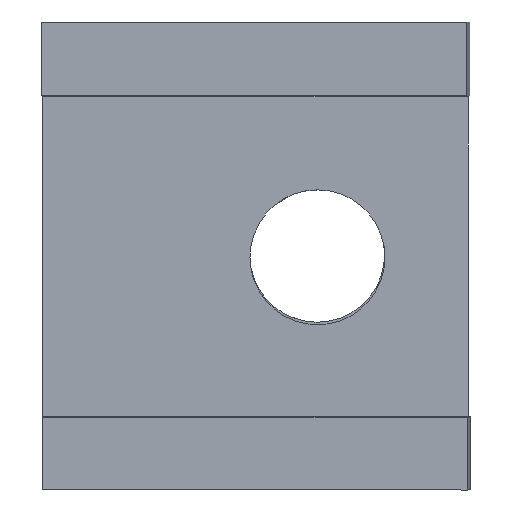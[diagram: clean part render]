
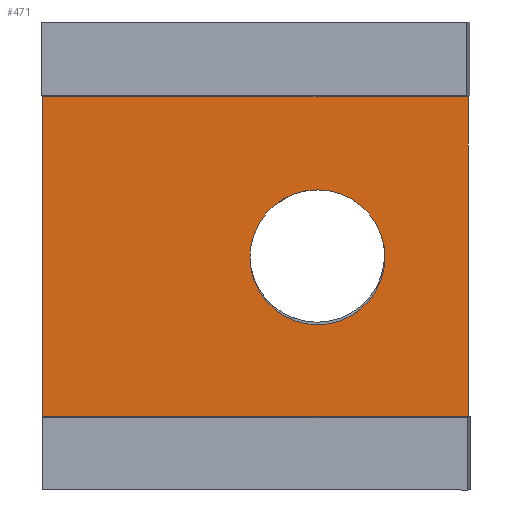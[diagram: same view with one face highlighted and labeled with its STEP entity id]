
A CAD part, left-side view. The second image highlights one B-rep face of the part: STEP entity #471.
In plain terms, the highlighted planar face has unit normal (-1, 0, 0).
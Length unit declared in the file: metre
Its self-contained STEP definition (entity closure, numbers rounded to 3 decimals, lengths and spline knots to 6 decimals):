
#40=LINE('',#742,#88);
#44=LINE('',#755,#92);
#47=LINE('',#761,#95);
#50=LINE('',#767,#98);
#88=VECTOR('',#579,1.);
#92=VECTOR('',#589,1.);
#95=VECTOR('',#594,1.);
#98=VECTOR('',#599,1.);
#141=PLANE('',#541);
#159=CIRCLE('',#533,0.004636);
#193=ORIENTED_EDGE('',*,*,#283,.T.);
#194=ORIENTED_EDGE('',*,*,#286,.T.);
#195=ORIENTED_EDGE('',*,*,#298,.T.);
#196=ORIENTED_EDGE('',*,*,#295,.F.);
#197=ORIENTED_EDGE('',*,*,#292,.F.);
#283=EDGE_CURVE('',#341,#341,#159,.T.);
#286=EDGE_CURVE('',#344,#345,#40,.T.);
#292=EDGE_CURVE('',#344,#350,#44,.T.);
#295=EDGE_CURVE('',#350,#352,#47,.T.);
#298=EDGE_CURVE('',#345,#352,#50,.T.);
#341=VERTEX_POINT('',#720);
#344=VERTEX_POINT('',#743);
#345=VERTEX_POINT('',#744);
#350=VERTEX_POINT('',#756);
#352=VERTEX_POINT('',#762);
#396=EDGE_LOOP('',(#193));
#397=EDGE_LOOP('',(#194,#195,#196,#197));
#434=FACE_BOUND('',#396,.T.);
#435=FACE_BOUND('',#397,.T.);
#471=ADVANCED_FACE('',(#434,#435),#141,.F.);
#533=AXIS2_PLACEMENT_3D('',#719,#575,#576);
#541=AXIS2_PLACEMENT_3D('',#770,#603,#604);
#575=DIRECTION('',(1.,0.,0.));
#576=DIRECTION('',(0.,0.,-1.));
#579=DIRECTION('',(0.,-1.,0.));
#589=DIRECTION('',(0.,0.,1.));
#594=DIRECTION('',(0.,-1.,0.));
#599=DIRECTION('',(0.,0.,1.));
#603=DIRECTION('',(1.,0.,0.));
#604=DIRECTION('',(0.,1.,0.));
#719=CARTESIAN_POINT('',(0.,-0.004258,0.));
#720=CARTESIAN_POINT('',(0.,-0.004258,-0.004636));
#742=CARTESIAN_POINT('',(0.,0.,-0.011024));
#743=CARTESIAN_POINT('',(0.,0.014605,-0.011024));
#744=CARTESIAN_POINT('',(0.,-0.014605,-0.011024));
#755=CARTESIAN_POINT('',(0.,0.014605,0.));
#756=CARTESIAN_POINT('',(0.,0.014605,0.011024));
#761=CARTESIAN_POINT('',(0.,0.,0.011024));
#762=CARTESIAN_POINT('',(0.,-0.014605,0.011024));
#767=CARTESIAN_POINT('',(0.,-0.014605,0.));
#770=CARTESIAN_POINT('',(0.,0.,0.));
